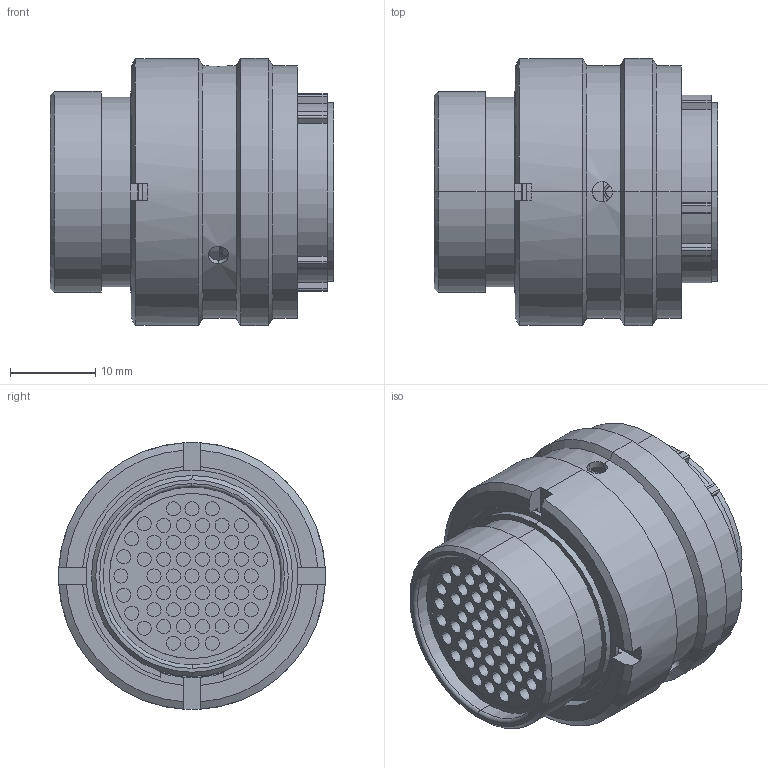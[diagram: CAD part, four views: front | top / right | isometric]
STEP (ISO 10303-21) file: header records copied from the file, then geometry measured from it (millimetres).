
FILE_DESCRIPTION (( 'STEP AP214' ), '1' );
FILE_NAME ('AS616-35SD.STEP', '2021-03-12T14:08:13', ( 'TE Connectivity' ), ( 'TE Connectivity' ), 'SwSTEP 2.0', 'SolidWorks 2016', '' );
FILE_SCHEMA (( 'AUTOMOTIVE_DESIGN' ));
Length unit declared in the file: millimetre
Products named in the file (1): AS616-35SD
Bounding box: 33.37 x 31.4 x 31.4 mm (x, y, z)
Volume: 13672.3 mm3; surface area: 20587.7 mm2
Topology: 10 solids, 10 shells, 1316 faces, 3344 edges, 2116 vertices
Faces by surface type: cylinder 449, plane 384, cone 232, torus 226, bspline 25
Entity records: 61829 total; most frequent: CARTESIAN_POINT 16082, ORIENTED_EDGE 6688, DIRECTION 6294, EDGE_CURVE 3344, AXIS2_PLACEMENT_3D 2700, VERTEX_POINT 2116, EDGE_LOOP 1618, CIRCLE 1408
